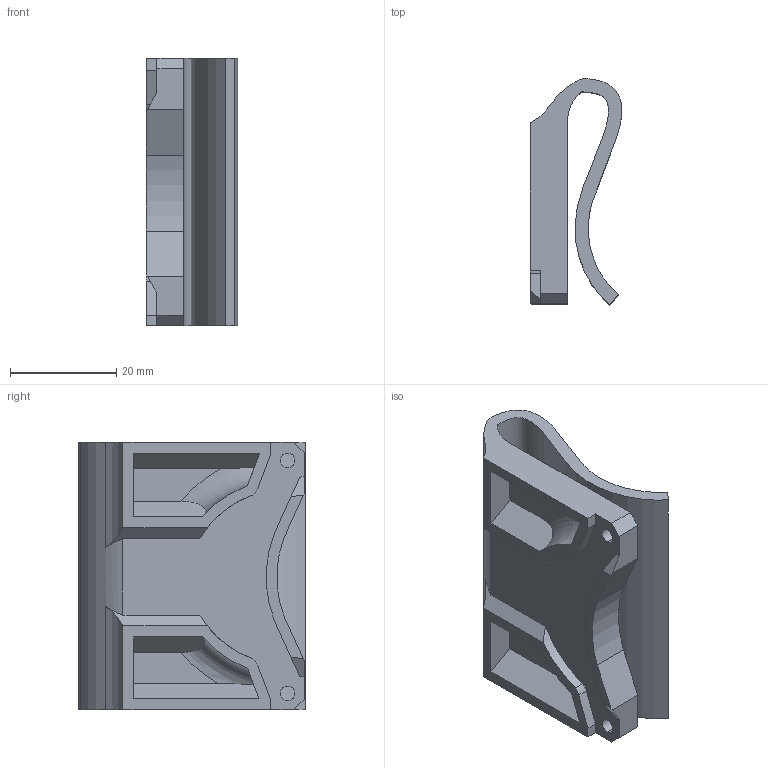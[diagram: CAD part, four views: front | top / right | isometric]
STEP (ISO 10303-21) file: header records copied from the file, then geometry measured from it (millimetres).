
FILE_DESCRIPTION (( 'STEP AP214' ), '1' );
FILE_NAME ('111_Assem1.STEP', '2022-12-12T01:24:53', ( 'Windows User' ), ( 'P R C' ), 'SwSTEP 2.0', 'SolidWorks 2022', '' );
FILE_SCHEMA (( 'AUTOMOTIVE_DESIGN' ));
Length unit declared in the file: millimetre
Products named in the file (1): 111_Assem1
Bounding box: 17.22 x 42.66 x 50.5 mm (x, y, z)
Volume: 15672.8 mm3; surface area: 10864.6 mm2
Topology: 1 solids, 1 shells, 56 faces, 156 edges, 104 vertices
Faces by surface type: plane 34, cylinder 17, bspline 3, torus 2
Entity records: 2182 total; most frequent: CARTESIAN_POINT 718, ORIENTED_EDGE 312, DIRECTION 278, EDGE_CURVE 156, VERTEX_POINT 104, VECTOR 102, LINE 102, AXIS2_PLACEMENT_3D 88
